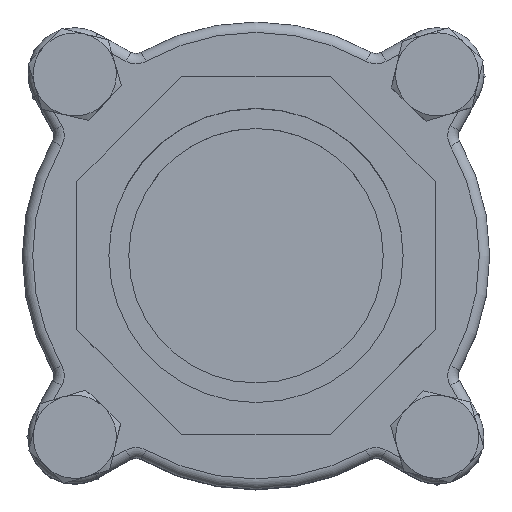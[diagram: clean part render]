
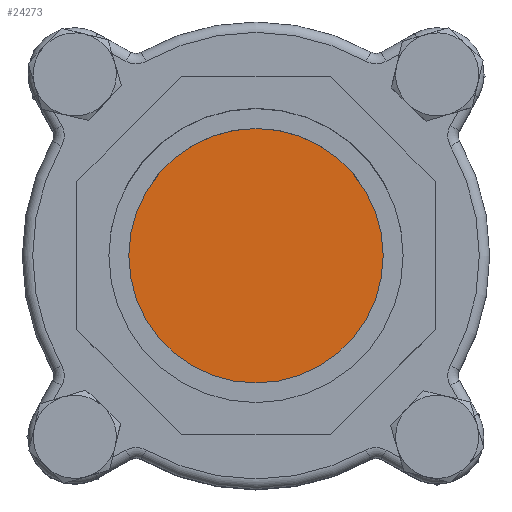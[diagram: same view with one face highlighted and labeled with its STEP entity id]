
A CAD part, top view. The second image highlights one B-rep face of the part: STEP entity #24273.
In plain terms, the highlighted planar face has unit normal (0, 0, 1).
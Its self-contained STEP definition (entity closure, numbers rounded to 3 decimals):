
#2379=PLANE('',#25159);
#3600=FACE_OUTER_BOUND('',#5005,.T.);
#5005=EDGE_LOOP('',(#20229));
#8936=CIRCLE('',#25157,44.);
#11100=VERTEX_POINT('',#44282);
#14213=EDGE_CURVE('',#11100,#11100,#8936,.T.);
#20229=ORIENTED_EDGE('',*,*,#14213,.T.);
#24273=ADVANCED_FACE('',(#3600),#2379,.T.);
#25157=AXIS2_PLACEMENT_3D('',#44283,#28388,#28389);
#25159=AXIS2_PLACEMENT_3D('',#44287,#28393,#28394);
#28388=DIRECTION('center_axis',(0.,0.,1.));
#28389=DIRECTION('ref_axis',(-1.,0.,0.));
#28393=DIRECTION('center_axis',(0.,0.,1.));
#28394=DIRECTION('ref_axis',(1.,0.,0.));
#44282=CARTESIAN_POINT('',(44.,0.,23.5));
#44283=CARTESIAN_POINT('Origin',(0.,0.,23.5));
#44287=CARTESIAN_POINT('Origin',(0.,0.,
23.5));
